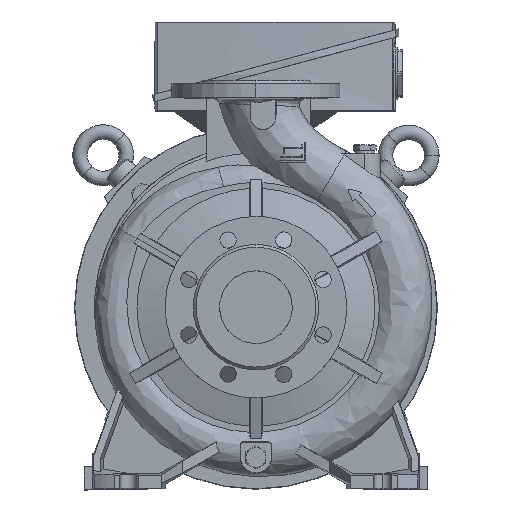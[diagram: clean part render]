
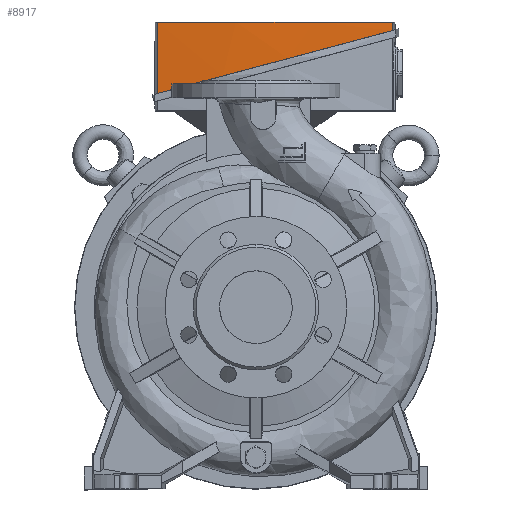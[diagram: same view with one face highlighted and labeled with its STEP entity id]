
A CAD part, top view. The second image highlights one B-rep face of the part: STEP entity #8917.
In plain terms, the highlighted cylindrical face has radius 1170.4 mm (diameter 2340.8 mm), a partial arc.
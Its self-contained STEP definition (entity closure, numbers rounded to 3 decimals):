
#8917 = ADVANCED_FACE ( 'NONE', ( #109124 ), #129287, .T. ) ;
#10507 = AXIS2_PLACEMENT_3D ( 'NONE', #141197, #108388, #27250 ) ;
#11490 = CIRCLE ( 'NONE', #92304, 1170.4 ) ;
#12358 = VECTOR ( 'NONE', #82341, 1000. ) ;
#14125 =( BOUNDED_CURVE ( )  B_SPLINE_CURVE ( 3, ( #35304, #117123, #25562, #45726 ),
 .UNSPECIFIED., .F., .F. ) 
 B_SPLINE_CURVE_WITH_KNOTS ( ( 4, 4 ),
 ( 4.602, 4.823 ),
 .UNSPECIFIED. ) 
 CURVE ( )  GEOMETRIC_REPRESENTATION_ITEM ( )  RATIONAL_B_SPLINE_CURVE ( ( 1., 0.996, 0.996, 1. ) ) 
 REPRESENTATION_ITEM ( '' )  );
#21518 = ORIENTED_EDGE ( 'NONE', *, *, #131699, .T. ) ;
#25562 = CARTESIAN_POINT ( 'NONE',  ( -277.911, -22.249, 259.331 ) ) ;
#25930 = ORIENTED_EDGE ( 'NONE', *, *, #107397, .F. ) ;
#27095 = EDGE_CURVE ( 'NONE', #32214, #47938, #29143, .T. ) ;
#27250 = DIRECTION ( 'NONE',  ( -1., 0., 0. ) ) ;
#29143 = LINE ( 'NONE', #98386, #134306 ) ;
#32113 = EDGE_CURVE ( 'NONE', #47938, #35514, #14125, .T. ) ;
#32214 = VERTEX_POINT ( 'NONE', #105978 ) ;
#35304 = CARTESIAN_POINT ( 'NONE',  ( -287.461, 150.217, 305.543 ) ) ;
#35514 = VERTEX_POINT ( 'NONE', #90202 ) ;
#39278 = ORIENTED_EDGE ( 'NONE', *, *, #32113, .F. ) ;
#41826 = CARTESIAN_POINT ( 'NONE',  ( -287.461, -108.217, 315. ) ) ;
#45726 = CARTESIAN_POINT ( 'NONE',  ( -287.461, -108.217, 236.296 ) ) ;
#47938 = VERTEX_POINT ( 'NONE', #75820 ) ;
#48110 = CARTESIAN_POINT ( 'NONE',  ( -287.461, -108.217, 315. ) ) ;
#56906 = DIRECTION ( 'NONE',  ( 0., 0., -1. ) ) ;
#69578 = EDGE_LOOP ( 'NONE', ( #21518, #25930, #39278, #110707 ) ) ;
#69710 = LINE ( 'NONE', #48110, #12358 ) ;
#75292 = DIRECTION ( 'NONE',  ( 0., 0., -1. ) ) ;
#75820 = CARTESIAN_POINT ( 'NONE',  ( -287.461, 150.217, 305.543 ) ) ;
#75922 = VERTEX_POINT ( 'NONE', #41826 ) ;
#82341 = DIRECTION ( 'NONE',  ( 0., 0., 1. ) ) ;
#90202 = CARTESIAN_POINT ( 'NONE',  ( -287.461, -108.217, 236.296 ) ) ;
#92304 = AXIS2_PLACEMENT_3D ( 'NONE', #138838, #56906, #137356 ) ;
#98386 = CARTESIAN_POINT ( 'NONE',  ( -287.461, 150.217, 315. ) ) ;
#105978 = CARTESIAN_POINT ( 'NONE',  ( -287.461, 150.217, 315. ) ) ;
#107397 = EDGE_CURVE ( 'NONE', #35514, #75922, #69710, .T. ) ;
#108388 = DIRECTION ( 'NONE',  ( 0., 0., -1. ) ) ;
#109124 = FACE_OUTER_BOUND ( 'NONE', #69578, .T. ) ;
#110707 = ORIENTED_EDGE ( 'NONE', *, *, #27095, .F. ) ;
#117123 = CARTESIAN_POINT ( 'NONE',  ( -277.911, 64.249, 282.508 ) ) ;
#129287 = CYLINDRICAL_SURFACE ( 'NONE', #10507, 1170.4 ) ;
#131699 = EDGE_CURVE ( 'NONE', #32214, #75922, #11490, .T. ) ;
#134306 = VECTOR ( 'NONE', #75292, 1000. ) ;
#137356 = DIRECTION ( 'NONE',  ( -1., 0., 0. ) ) ;
#138838 = CARTESIAN_POINT ( 'NONE',  ( -1450.706, 21., 315. ) ) ;
#141197 = CARTESIAN_POINT ( 'NONE',  ( -1450.706, 21., 315. ) ) ;
